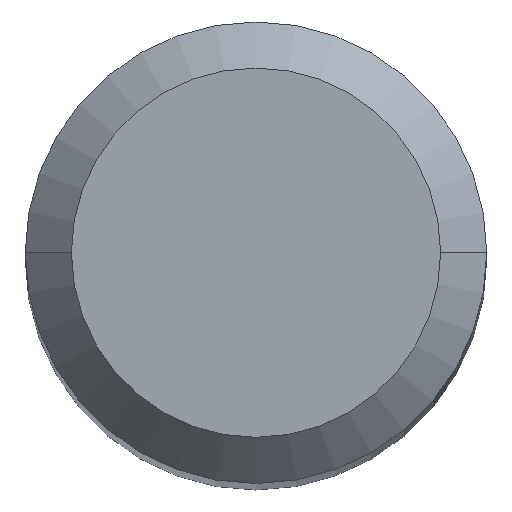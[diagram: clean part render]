
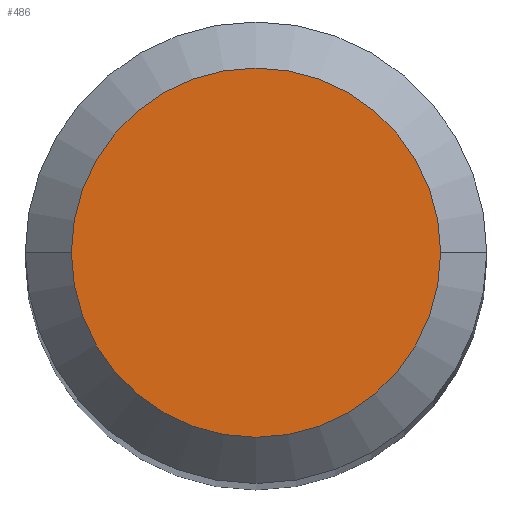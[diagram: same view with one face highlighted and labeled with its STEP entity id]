
A CAD part, top view. The second image highlights one B-rep face of the part: STEP entity #486.
In plain terms, the highlighted planar face has unit normal (0, 0, 1).
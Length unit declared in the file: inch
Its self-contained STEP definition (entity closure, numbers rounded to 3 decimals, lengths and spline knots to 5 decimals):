
#48 = ORIENTED_EDGE ( 'NONE', *, *, #147, .T. ) ;
#64 = DIRECTION ( 'NONE',  ( 0., 0., 1. ) ) ;
#115 = EDGE_CURVE ( 'NONE', #278, #119, #293, .T. ) ;
#116 = EDGE_LOOP ( 'NONE', ( #421, #48 ) ) ;
#119 = VERTEX_POINT ( 'NONE', #138 ) ;
#138 = CARTESIAN_POINT ( 'NONE',  ( 0.04724, 0., 0. ) ) ;
#147 = EDGE_CURVE ( 'NONE', #119, #278, #228, .T. ) ;
#160 = FACE_OUTER_BOUND ( 'NONE', #116, .T. ) ;
#182 = AXIS2_PLACEMENT_3D ( 'NONE', #405, #64, #366 ) ;
#192 = PLANE ( 'NONE',  #243 ) ;
#219 = CARTESIAN_POINT ( 'NONE',  ( -0.04724, 0., 0. ) ) ;
#228 = CIRCLE ( 'NONE', #182, 0.04724 ) ;
#238 = DIRECTION ( 'NONE',  ( -1., 0., 0. ) ) ;
#243 = AXIS2_PLACEMENT_3D ( 'NONE', #315, #461, #238 ) ;
#278 = VERTEX_POINT ( 'NONE', #219 ) ;
#293 = CIRCLE ( 'NONE', #317, 0.04724 ) ;
#315 = CARTESIAN_POINT ( 'NONE',  ( 0., 0., 0. ) ) ;
#317 = AXIS2_PLACEMENT_3D ( 'NONE', #397, #474, #323 ) ;
#323 = DIRECTION ( 'NONE',  ( 1., 0., 0. ) ) ;
#366 = DIRECTION ( 'NONE',  ( 1., 0., 0. ) ) ;
#397 = CARTESIAN_POINT ( 'NONE',  ( 0., 0., 0. ) ) ;
#405 = CARTESIAN_POINT ( 'NONE',  ( 0., 0., 0. ) ) ;
#421 = ORIENTED_EDGE ( 'NONE', *, *, #115, .T. ) ;
#461 = DIRECTION ( 'NONE',  ( 0., 0., -1. ) ) ;
#474 = DIRECTION ( 'NONE',  ( 0., 0., 1. ) ) ;
#486 = ADVANCED_FACE ( 'NONE', ( #160 ), #192, .F. ) ;
